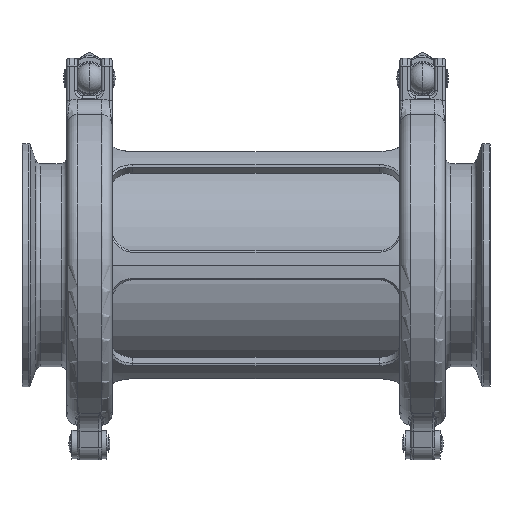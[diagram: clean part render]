
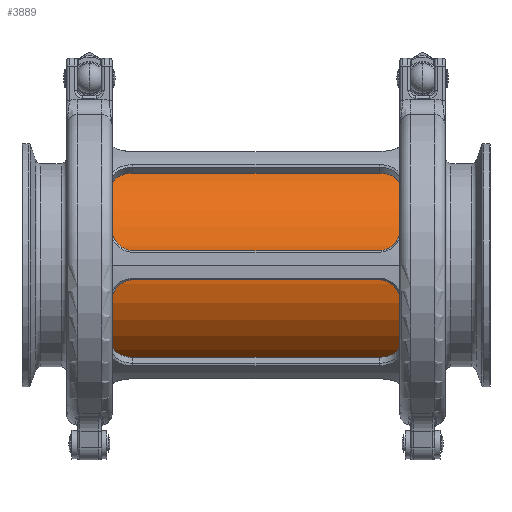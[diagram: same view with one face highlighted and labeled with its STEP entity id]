
A CAD part, front view. The second image highlights one B-rep face of the part: STEP entity #3889.
In plain terms, the highlighted cylindrical face has radius 41.25 mm (diameter 82.5 mm), a partial arc.
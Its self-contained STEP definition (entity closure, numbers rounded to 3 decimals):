
#87 = VECTOR ( 'NONE', #9313, 1000. ) ;
#226 = ORIENTED_EDGE ( 'NONE', *, *, #26377, .T. ) ;
#517 = AXIS2_PLACEMENT_3D ( 'NONE', #13800, #13959, #9444 ) ;
#938 = VERTEX_POINT ( 'NONE', #7835 ) ;
#1069 = DIRECTION ( 'NONE',  ( -1., 0., 0. ) ) ;
#1182 = CARTESIAN_POINT ( 'NONE',  ( 122., 0., 41.25 ) ) ;
#2497 = AXIS2_PLACEMENT_3D ( 'NONE', #10248, #1069, #5275 ) ;
#2856 = VECTOR ( 'NONE', #19591, 1000. ) ;
#3889 = ADVANCED_FACE ( 'NONE', ( #21790 ), #24728, .T. ) ;
#4650 = LINE ( 'NONE', #30155, #87 ) ;
#5275 = DIRECTION ( 'NONE',  ( 0., 0., 1. ) ) ;
#7648 = CARTESIAN_POINT ( 'NONE',  ( 0.5, 0., 41.25 ) ) ;
#7835 = CARTESIAN_POINT ( 'NONE',  ( 0.5, 0., -41.25 ) ) ;
#7949 = ORIENTED_EDGE ( 'NONE', *, *, #13813, .F. ) ;
#9313 = DIRECTION ( 'NONE',  ( -1., 0., 0. ) ) ;
#9444 = DIRECTION ( 'NONE',  ( 0., 0., -1. ) ) ;
#10227 = EDGE_LOOP ( 'NONE', ( #7949, #24588, #28274, #226 ) ) ;
#10248 = CARTESIAN_POINT ( 'NONE',  ( 122.5, 0., 0. ) ) ;
#12921 = VERTEX_POINT ( 'NONE', #7648 ) ;
#13800 = CARTESIAN_POINT ( 'NONE',  ( 122., 0., 0. ) ) ;
#13813 = EDGE_CURVE ( 'NONE', #15304, #938, #4650, .T. ) ;
#13959 = DIRECTION ( 'NONE',  ( -1., 0., 0. ) ) ;
#15304 = VERTEX_POINT ( 'NONE', #29046 ) ;
#17100 = CARTESIAN_POINT ( 'NONE',  ( 122.5, 0., 41.25 ) ) ;
#17467 = EDGE_CURVE ( 'NONE', #15304, #23198, #26883, .T. ) ;
#19591 = DIRECTION ( 'NONE',  ( -1., 0., 0. ) ) ;
#21790 = FACE_OUTER_BOUND ( 'NONE', #10227, .T. ) ;
#22238 = LINE ( 'NONE', #17100, #2856 ) ;
#22246 = CIRCLE ( 'NONE', #27243, 41.25 ) ;
#23198 = VERTEX_POINT ( 'NONE', #1182 ) ;
#24267 = DIRECTION ( 'NONE',  ( 1., 0., 0. ) ) ;
#24424 = DIRECTION ( 'NONE',  ( 0., 0., -1. ) ) ;
#24588 = ORIENTED_EDGE ( 'NONE', *, *, #17467, .T. ) ;
#24728 = CYLINDRICAL_SURFACE ( 'NONE', #2497, 41.25 ) ;
#26377 = EDGE_CURVE ( 'NONE', #12921, #938, #22246, .T. ) ;
#26400 = EDGE_CURVE ( 'NONE', #23198, #12921, #22238, .T. ) ;
#26883 = CIRCLE ( 'NONE', #517, 41.25 ) ;
#26935 = CARTESIAN_POINT ( 'NONE',  ( 0.5, 0., 0. ) ) ;
#27243 = AXIS2_PLACEMENT_3D ( 'NONE', #26935, #24267, #24424 ) ;
#28274 = ORIENTED_EDGE ( 'NONE', *, *, #26400, .T. ) ;
#29046 = CARTESIAN_POINT ( 'NONE',  ( 122., 0., -41.25 ) ) ;
#30155 = CARTESIAN_POINT ( 'NONE',  ( 122.5, 0., -41.25 ) ) ;
